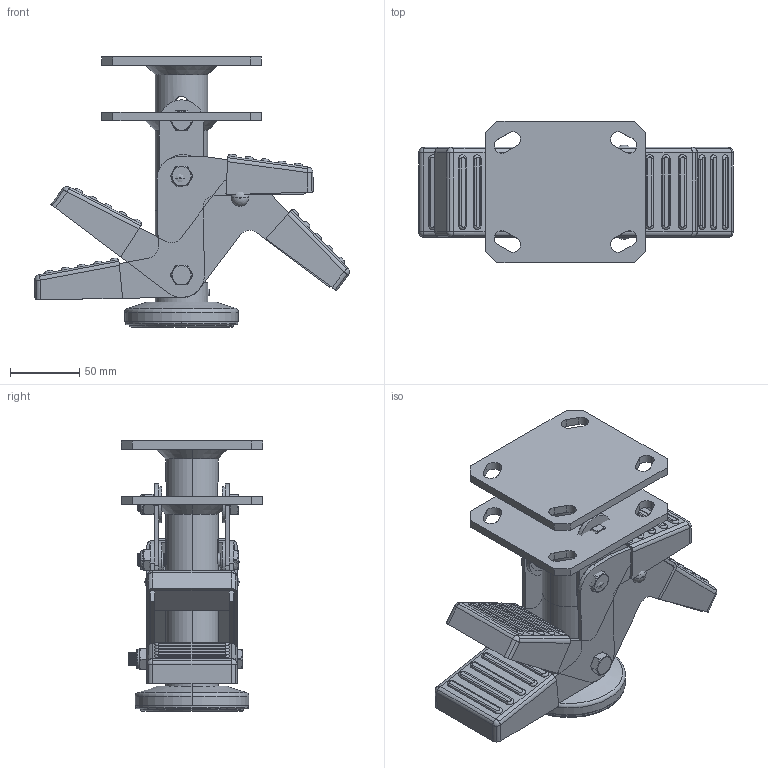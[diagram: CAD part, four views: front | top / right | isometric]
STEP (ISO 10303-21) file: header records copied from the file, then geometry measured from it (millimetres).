
FILE_DESCRIPTION(('STEP AP214'),'1');
FILE_NAME('BZTL2.STEP','2021-10-06T08:08:18',(' '),(' '),'Spatial InterOp 3D',' ',' ');
FILE_SCHEMA(('AUTOMOTIVE_DESIGN { 1 0 10303 214 1 1 1 1 }'));
Length unit declared in the file: metre
Products named in the file (38): ZINC PLATED PRESSED STEEL TRUCK LOCK2; TOP PLATE; INNER; BASE; BASE2; RUBBER; PEDDLE CONNECTOR; PEDDLE; CONNECTORS; CONNECTORS2; BOLT; NUT; BOLT2; NUT2; PIN; CONNECTORS3; washer; TUBE; ZINC PLATED PRESSED STEEL TRUCK LOCK; ZINC PLATED PRESSED STEEL TRUCK LOCK3; TOP PLATE2; INNER2; BASE3; BASE4; RUBBER2; PEDDLE CONNECTOR2; PEDDLE2; CONNECTORS4; CONNECTORS5; BOLT3; NUT3; BOLT4; NUT4; PIN2; CONNECTORS6; washers; tube2; BZTL2
Assembly tree (41 placements, depth 5):
  BZTL2
    ZINC PLATED PRESSED STEEL TRUCK LOCK
      ZINC PLATED PRESSED STEEL TRUCK LOCK2
        TOP PLATE
        INNER
        BASE
        BASE2
        RUBBER
        PEDDLE CONNECTOR
        PEDDLE  x2
        CONNECTORS
          CONNECTORS2  x2
        BOLT
        NUT
        BOLT2
        NUT2
        PIN
        CONNECTORS3
        washer
        TUBE
      ZINC PLATED PRESSED STEEL TRUCK LOCK3
        TOP PLATE2
        INNER2
        BASE3
        BASE4
        RUBBER2
        PEDDLE CONNECTOR2
        PEDDLE2  x2
        CONNECTORS4
          CONNECTORS5  x2
        BOLT3
        NUT3
        BOLT4
        NUT4
        PIN2
        CONNECTORS6
        washers
        tube2
Bounding box: 227.13 x 102 x 195 mm (x, y, z)
Volume: 603062.6 mm3; surface area: 372444.9 mm2
Topology: 42 solids, 42 shells, 1678 faces, 4332 edges, 2758 vertices
Faces by surface type: cylinder 910, plane 316, torus 132, bspline 128, cone 104, sphere 88
Entity records: 96126 total; most frequent: CARTESIAN_POINT 59849, ORIENTED_EDGE 7776, DIRECTION 6764, EDGE_CURVE 3888, AXIS2_PLACEMENT_3D 2721, VERTEX_POINT 2478, EDGE_LOOP 1642, ADVANCED_FACE 1512
